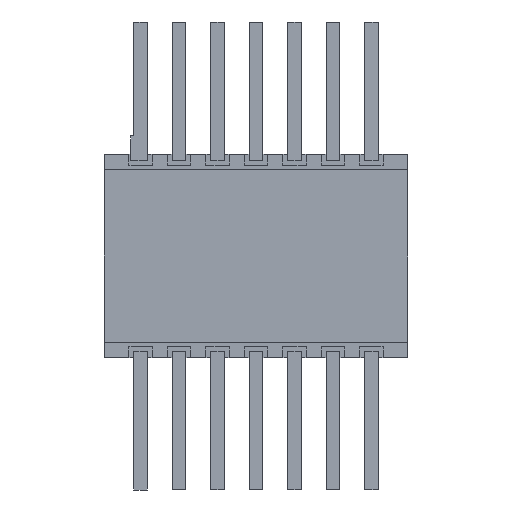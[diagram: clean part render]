
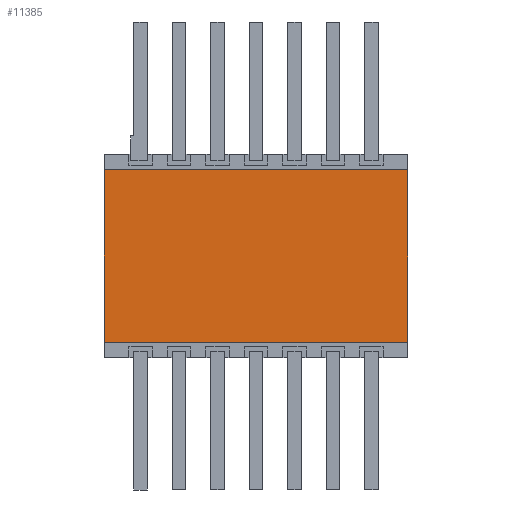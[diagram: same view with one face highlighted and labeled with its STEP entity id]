
A CAD part, front view. The second image highlights one B-rep face of the part: STEP entity #11385.
In plain terms, the highlighted planar face has unit normal (0, -1, 0).
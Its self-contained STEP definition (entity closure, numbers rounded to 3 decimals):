
#2263 = FACE_OUTER_BOUND ( 'NONE', #13341, .T. ) ;
#2370 = VECTOR ( 'NONE', #10422, 1000. ) ;
#2401 = EDGE_CURVE ( 'NONE', #3897, #8856, #9559, .T. ) ;
#2704 = PLANE ( 'NONE',  #6200 ) ;
#3499 = CARTESIAN_POINT ( 'NONE',  ( 9.85, 0., -6.1 ) ) ;
#3812 = CARTESIAN_POINT ( 'NONE',  ( 0., 0., 0. ) ) ;
#3897 = VERTEX_POINT ( 'NONE', #7391 ) ;
#3988 = VERTEX_POINT ( 'NONE', #5387 ) ;
#4262 = CARTESIAN_POINT ( 'NONE',  ( 9.85, 0., -0.5 ) ) ;
#4345 = VECTOR ( 'NONE', #5630, 1000. ) ;
#4674 = EDGE_CURVE ( 'NONE', #3988, #3897, #12791, .T. ) ;
#4822 = VECTOR ( 'NONE', #9252, 1000. ) ;
#4892 = DIRECTION ( 'NONE',  ( 0., 0., -1. ) ) ;
#4910 = CARTESIAN_POINT ( 'NONE',  ( 9.85, 0., -0.5 ) ) ;
#5387 = CARTESIAN_POINT ( 'NONE',  ( 0., 0., -6.1 ) ) ;
#5630 = DIRECTION ( 'NONE',  ( 0., 0., 1. ) ) ;
#5764 = ORIENTED_EDGE ( 'NONE', *, *, #4674, .F. ) ;
#6200 = AXIS2_PLACEMENT_3D ( 'NONE', #3812, #11486, #4892 ) ;
#7391 = CARTESIAN_POINT ( 'NONE',  ( 0., 0., -0.5 ) ) ;
#7538 = DIRECTION ( 'NONE',  ( 1., 0., 0. ) ) ;
#8282 = VERTEX_POINT ( 'NONE', #3499 ) ;
#8856 = VERTEX_POINT ( 'NONE', #4910 ) ;
#9206 = VECTOR ( 'NONE', #7538, 1000. ) ;
#9252 = DIRECTION ( 'NONE',  ( 0., 0., -1. ) ) ;
#9345 = CARTESIAN_POINT ( 'NONE',  ( 0., 0., -6.1 ) ) ;
#9559 = LINE ( 'NONE', #4262, #9206 ) ;
#10422 = DIRECTION ( 'NONE',  ( -1., 0., 0. ) ) ;
#10511 = ORIENTED_EDGE ( 'NONE', *, *, #2401, .F. ) ;
#10673 = LINE ( 'NONE', #13696, #4822 ) ;
#11385 = ADVANCED_FACE ( 'NONE', ( #2263 ), #2704, .T. ) ;
#11400 = EDGE_CURVE ( 'NONE', #8856, #8282, #10673, .T. ) ;
#11486 = DIRECTION ( 'NONE',  ( 0., -1., 0. ) ) ;
#12237 = CARTESIAN_POINT ( 'NONE',  ( 0., 0., 0. ) ) ;
#12492 = ORIENTED_EDGE ( 'NONE', *, *, #12792, .F. ) ;
#12629 = ORIENTED_EDGE ( 'NONE', *, *, #11400, .F. ) ;
#12791 = LINE ( 'NONE', #12237, #4345 ) ;
#12792 = EDGE_CURVE ( 'NONE', #8282, #3988, #13688, .T. ) ;
#13341 = EDGE_LOOP ( 'NONE', ( #12492, #12629, #10511, #5764 ) ) ;
#13688 = LINE ( 'NONE', #9345, #2370 ) ;
#13696 = CARTESIAN_POINT ( 'NONE',  ( 9.85, 0., 0. ) ) ;
